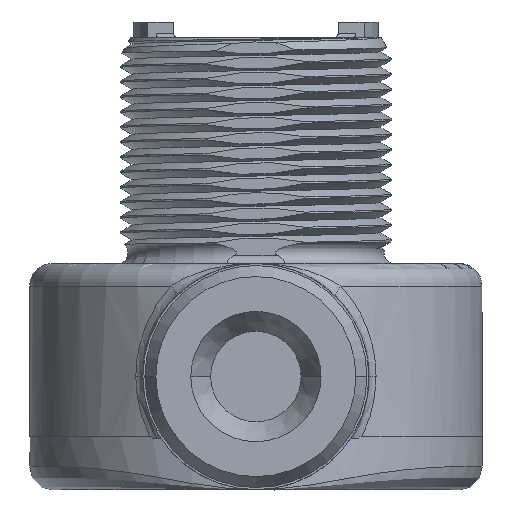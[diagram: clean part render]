
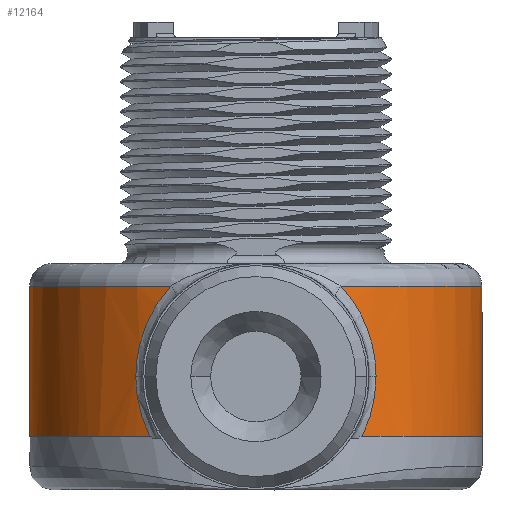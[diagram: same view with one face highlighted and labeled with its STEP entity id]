
A CAD part, front view. The second image highlights one B-rep face of the part: STEP entity #12164.
In plain terms, the highlighted cylindrical face has radius 15 mm (diameter 30 mm), a partial arc.
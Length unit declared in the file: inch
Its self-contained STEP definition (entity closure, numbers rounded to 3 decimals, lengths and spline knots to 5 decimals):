
#1118=CARTESIAN_POINT('',(0.,0.,-0.4515));
#1119=DIRECTION('',(0.,0.,1.));
#1120=DIRECTION('',(0.47,-0.883,0.));
#1121=AXIS2_PLACEMENT_3D('',#1118,#1119,#1120);
#1123=CARTESIAN_POINT('',(0.27745,-0.52132,
-0.4515));
#1124=CARTESIAN_POINT('',(0.27995,-0.51998,
-0.44643));
#1125=CARTESIAN_POINT('',(0.28469,-0.51742,
-0.43623));
#1126=CARTESIAN_POINT('',(0.29099,-0.5139,
-0.42072));
#1127=CARTESIAN_POINT('',(0.2965,-0.51074,
-0.40508));
#1128=CARTESIAN_POINT('',(0.30121,-0.50797,
-0.38934));
#1129=CARTESIAN_POINT('',(0.30515,-0.50561,
-0.37357));
#1130=CARTESIAN_POINT('',(0.30832,-0.50368,
-0.35781));
#1131=CARTESIAN_POINT('',(0.31077,-0.50217,
-0.34208));
#1132=CARTESIAN_POINT('',(0.31248,-0.5011,
-0.3264));
#1133=CARTESIAN_POINT('',(0.3135,-0.50047,
-0.31078));
#1134=CARTESIAN_POINT('',(0.31373,-0.50032,
-0.30043));
#1135=CARTESIAN_POINT('',(0.31373,-0.50032,
-0.29528));
#1137=CARTESIAN_POINT('',(0.31373,-0.50032,
-0.29528));
#1138=CARTESIAN_POINT('',(0.31373,-0.50032,
-0.28989));
#1139=CARTESIAN_POINT('',(0.31348,-0.50048,
-0.27909));
#1140=CARTESIAN_POINT('',(0.31237,-0.50118,
-0.26275));
#1141=CARTESIAN_POINT('',(0.31049,-0.50235,
-0.24632));
#1142=CARTESIAN_POINT('',(0.3078,-0.504,
-0.22982));
#1143=CARTESIAN_POINT('',(0.30431,-0.50611,
-0.2133));
#1144=CARTESIAN_POINT('',(0.29998,-0.5087,
-0.19679));
#1145=CARTESIAN_POINT('',(0.29479,-0.51172,
-0.18033));
#1146=CARTESIAN_POINT('',(0.28873,-0.51517,
-0.16398));
#1147=CARTESIAN_POINT('',(0.28178,-0.51901,
-0.14779));
#1148=CARTESIAN_POINT('',(0.27394,-0.5232,
-0.13182));
#1149=CARTESIAN_POINT('',(0.26521,-0.52768,
-0.11619));
#1150=CARTESIAN_POINT('',(0.25564,-0.53239,
-0.10099));
#1151=CARTESIAN_POINT('',(0.24526,-0.53726,
-0.08633));
#1152=CARTESIAN_POINT('',(0.23413,-0.54221,
-0.07227));
#1153=CARTESIAN_POINT('',(0.22627,-0.5455,
-0.06339));
#1154=CARTESIAN_POINT('',(0.22223,-0.54714,
-0.05906));
#1156=CARTESIAN_POINT('',(0.,0.,-0.05906));
#1157=DIRECTION('',(0.,0.,-1.));
#1158=DIRECTION('',(-1.,0.,0.));
#1159=AXIS2_PLACEMENT_3D('',#1156,#1157,#1158);
#1161=CARTESIAN_POINT('',(0.,0.,-0.05906));
#1162=DIRECTION('',(0.,0.,-1.));
#1163=DIRECTION('',(-0.376,-0.926,0.));
#1164=AXIS2_PLACEMENT_3D('',#1161,#1162,#1163);
#1166=CARTESIAN_POINT('',(-0.22222,-0.54714,
-0.05906));
#1167=CARTESIAN_POINT('',(-0.22627,-0.5455,
-0.06338));
#1168=CARTESIAN_POINT('',(-0.23413,-0.54221,
-0.07227));
#1169=CARTESIAN_POINT('',(-0.24526,-0.53726,
-0.08632));
#1170=CARTESIAN_POINT('',(-0.25563,-0.53239,
-0.10099));
#1171=CARTESIAN_POINT('',(-0.26521,-0.52768,
-0.11618));
#1172=CARTESIAN_POINT('',(-0.27393,-0.5232,
-0.13181));
#1173=CARTESIAN_POINT('',(-0.28178,-0.51901,
-0.14778));
#1174=CARTESIAN_POINT('',(-0.28873,-0.51518,
-0.16397));
#1175=CARTESIAN_POINT('',(-0.29479,-0.51173,
-0.18032));
#1176=CARTESIAN_POINT('',(-0.29998,-0.5087,
-0.19677));
#1177=CARTESIAN_POINT('',(-0.30431,-0.50612,
-0.21328));
#1178=CARTESIAN_POINT('',(-0.3078,-0.504,
-0.22981));
#1179=CARTESIAN_POINT('',(-0.31048,-0.50235,
-0.24631));
#1180=CARTESIAN_POINT('',(-0.31237,-0.50118,
-0.26274));
#1181=CARTESIAN_POINT('',(-0.31348,-0.50048,
-0.27909));
#1182=CARTESIAN_POINT('',(-0.31373,-0.50032,
-0.28989));
#1183=CARTESIAN_POINT('',(-0.31373,-0.50032,
-0.29528));
#1185=CARTESIAN_POINT('',(-0.31373,-0.50032,
-0.29528));
#1186=CARTESIAN_POINT('',(-0.31373,-0.50032,
-0.30044));
#1187=CARTESIAN_POINT('',(-0.3135,-0.50047,
-0.31078));
#1188=CARTESIAN_POINT('',(-0.31248,-0.5011,
-0.32641));
#1189=CARTESIAN_POINT('',(-0.31076,-0.50217,
-0.3421));
#1190=CARTESIAN_POINT('',(-0.30832,-0.50368,
-0.35784));
#1191=CARTESIAN_POINT('',(-0.30514,-0.50561,
-0.37361));
#1192=CARTESIAN_POINT('',(-0.3012,-0.50797,
-0.38938));
#1193=CARTESIAN_POINT('',(-0.29649,-0.51074,
-0.4051));
#1194=CARTESIAN_POINT('',(-0.29099,-0.5139,
-0.42074));
#1195=CARTESIAN_POINT('',(-0.28469,-0.51742,
-0.43624));
#1196=CARTESIAN_POINT('',(-0.27995,-0.51999,
-0.44643));
#1197=CARTESIAN_POINT('',(-0.27745,-0.52132,
-0.4515));
#1564=CARTESIAN_POINT('',(0.22223,-0.54714,
-0.05906));
#9983=CARTESIAN_POINT('',(-0.59055,0.,
-0.05906));
#9985=VERTEX_POINT('',#9983);
#10040=VERTEX_POINT('',#1564);
#10043=VERTEX_POINT('',#1137);
#10048=VERTEX_POINT('',#1166);
#10049=VERTEX_POINT('',#1183);
#10720=CARTESIAN_POINT('',(0.27745,-0.52132,
-0.4515));
#10721=CARTESIAN_POINT('',(-0.27745,-0.52132,
-0.4515));
#10722=VERTEX_POINT('',#10720);
#10723=VERTEX_POINT('',#10721);
#12145=CARTESIAN_POINT('',(0.,0.,-0.64961));
#12146=DIRECTION('',(0.,0.,1.));
#12147=DIRECTION('',(1.,0.,0.));
#12148=AXIS2_PLACEMENT_3D('',#12145,#12146,#12147);
#12149=CYLINDRICAL_SURFACE('',#12148,0.59055);
#12150=ORIENTED_EDGE('',*,*,#12134,.F.);
#12152=ORIENTED_EDGE('',*,*,#12151,.T.);
#12154=ORIENTED_EDGE('',*,*,#12153,.T.);
#12156=ORIENTED_EDGE('',*,*,#12155,.F.);
#12158=ORIENTED_EDGE('',*,*,#12157,.F.);
#12160=ORIENTED_EDGE('',*,*,#12159,.T.);
#12161=ORIENTED_EDGE('',*,*,#12118,.T.);
#12162=EDGE_LOOP('',(#12150,#12152,#12154,#12156,#12158,#12160,#12161));
#12163=FACE_OUTER_BOUND('',#12162,.F.);
#12164=ADVANCED_FACE('',(#12163),#12149,.T.);
#1122=CIRCLE('',#1121,0.59055);
#1136=B_SPLINE_CURVE_WITH_KNOTS('',3,(#1123,#1124,#1125,#1126,#1127,#1128,#1129,
#1130,#1131,#1132,#1133,#1134,#1135),.UNSPECIFIED.,.F.,.F.,(4,1,1,1,1,1,1,1,1,1,
4),(0.,0.1,0.2,0.3,0.4,0.5,0.6,0.7,0.8,0.9,1.),
.UNSPECIFIED.);
#1155=B_SPLINE_CURVE_WITH_KNOTS('',3,(#1137,#1138,#1139,#1140,#1141,#1142,#1143,
#1144,#1145,#1146,#1147,#1148,#1149,#1150,#1151,#1152,#1153,#1154),
.UNSPECIFIED.,.F.,.F.,(4,1,1,1,1,1,1,1,1,1,1,1,1,1,1,4),(0.,0.06667,
0.13333,0.2,0.26667,0.33333,0.4,
0.46667,0.53333,0.6,0.66667,0.73333,
0.8,0.86667,0.93333,1.),.UNSPECIFIED.);
#1160=CIRCLE('',#1159,0.59055);
#1165=CIRCLE('',#1164,0.59055);
#1184=B_SPLINE_CURVE_WITH_KNOTS('',3,(#1166,#1167,#1168,#1169,#1170,#1171,#1172,
#1173,#1174,#1175,#1176,#1177,#1178,#1179,#1180,#1181,#1182,#1183),
.UNSPECIFIED.,.F.,.F.,(4,1,1,1,1,1,1,1,1,1,1,1,1,1,1,4),(0.,0.06667,
0.13333,0.2,0.26667,0.33333,0.4,
0.46667,0.53333,0.6,0.66667,0.73333,
0.8,0.86667,0.93333,1.),.UNSPECIFIED.);
#1198=B_SPLINE_CURVE_WITH_KNOTS('',3,(#1185,#1186,#1187,#1188,#1189,#1190,#1191,
#1192,#1193,#1194,#1195,#1196,#1197),.UNSPECIFIED.,.F.,.F.,(4,1,1,1,1,1,1,1,1,1,
4),(0.,0.1,0.2,0.3,0.4,0.5,0.6,0.7,0.8,0.9,1.),
.UNSPECIFIED.);
#12118=EDGE_CURVE('',#10049,#10723,#1198,.T.);
#12134=EDGE_CURVE('',#10722,#10723,#1122,.T.);
#12151=EDGE_CURVE('',#10722,#10043,#1136,.T.);
#12153=EDGE_CURVE('',#10043,#10040,#1155,.T.);
#12155=EDGE_CURVE('',#9985,#10040,#1160,.T.);
#12157=EDGE_CURVE('',#10048,#9985,#1165,.T.);
#12159=EDGE_CURVE('',#10048,#10049,#1184,.T.);
